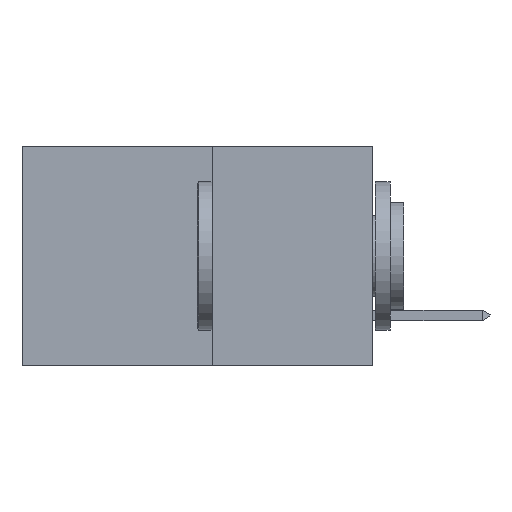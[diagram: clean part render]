
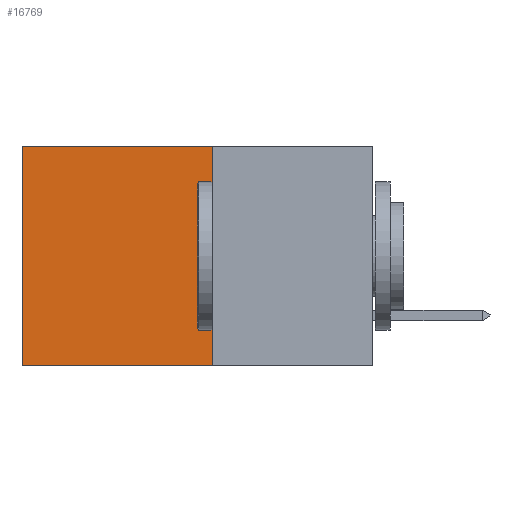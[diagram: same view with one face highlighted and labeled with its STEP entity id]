
A CAD part, left-side view. The second image highlights one B-rep face of the part: STEP entity #16769.
In plain terms, the highlighted planar face has unit normal (-1, 0, 0).
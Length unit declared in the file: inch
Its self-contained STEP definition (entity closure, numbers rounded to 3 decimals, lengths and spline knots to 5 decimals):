
#346 = DIRECTION ( 'NONE',  ( 1., 0., 0. ) ) ;
#1278 = ORIENTED_EDGE ( 'NONE', *, *, #7534, .T. ) ;
#1601 = VECTOR ( 'NONE', #29813, 39.37008 ) ;
#1921 = LINE ( 'NONE', #19889, #26043 ) ;
#2652 = ORIENTED_EDGE ( 'NONE', *, *, #2952, .F. ) ;
#2952 = EDGE_CURVE ( 'NONE', #5822, #13452, #20860, .T. ) ;
#3028 = LINE ( 'NONE', #16541, #20799 ) ;
#3789 = EDGE_CURVE ( 'NONE', #13452, #6556, #3028, .T. ) ;
#3851 = CARTESIAN_POINT ( 'NONE',  ( 0.277, 0.27, 0. ) ) ;
#4035 = CARTESIAN_POINT ( 'NONE',  ( 0.277, 0.59, -0.37 ) ) ;
#4482 = ORIENTED_EDGE ( 'NONE', *, *, #8603, .T. ) ;
#5822 = VERTEX_POINT ( 'NONE', #3851 ) ;
#6556 = VERTEX_POINT ( 'NONE', #4035 ) ;
#6975 = DIRECTION ( 'NONE',  ( 0., 1., 0. ) ) ;
#7534 = EDGE_CURVE ( 'NONE', #5822, #23968, #1921, .T. ) ;
#8603 = EDGE_CURVE ( 'NONE', #23968, #6556, #31140, .T. ) ;
#11100 = CARTESIAN_POINT ( 'NONE',  ( 0.277, 0.27, -0.37 ) ) ;
#12567 = DIRECTION ( 'NONE',  ( 0., 1., 0. ) ) ;
#13160 = DIRECTION ( 'NONE',  ( 0., 0., -1. ) ) ;
#13219 = EDGE_LOOP ( 'NONE', ( #4482, #22266, #2652, #1278 ) ) ;
#13452 = VERTEX_POINT ( 'NONE', #11100 ) ;
#14204 = CARTESIAN_POINT ( 'NONE',  ( 0.277, 0.59, 0. ) ) ;
#14261 = AXIS2_PLACEMENT_3D ( 'NONE', #14750, #346, #17183 ) ;
#14750 = CARTESIAN_POINT ( 'NONE',  ( 0.277, 0.27, -0.37 ) ) ;
#16541 = CARTESIAN_POINT ( 'NONE',  ( 0.277, 0.27, -0.37 ) ) ;
#16769 = ADVANCED_FACE ( 'NONE', ( #27213 ), #26819, .F. ) ;
#17183 = DIRECTION ( 'NONE',  ( 0., 0., -1. ) ) ;
#19889 = CARTESIAN_POINT ( 'NONE',  ( 0.277, 0.27, 0. ) ) ;
#20799 = VECTOR ( 'NONE', #6975, 39.37008 ) ;
#20860 = LINE ( 'NONE', #25043, #1601 ) ;
#22266 = ORIENTED_EDGE ( 'NONE', *, *, #3789, .F. ) ;
#23968 = VERTEX_POINT ( 'NONE', #14204 ) ;
#24848 = VECTOR ( 'NONE', #13160, 39.37008 ) ;
#25043 = CARTESIAN_POINT ( 'NONE',  ( 0.277, 0.27, -0.37 ) ) ;
#26043 = VECTOR ( 'NONE', #12567, 39.37008 ) ;
#26819 = PLANE ( 'NONE',  #14261 ) ;
#27213 = FACE_OUTER_BOUND ( 'NONE', #13219, .T. ) ;
#29813 = DIRECTION ( 'NONE',  ( 0., 0., -1. ) ) ;
#29875 = CARTESIAN_POINT ( 'NONE',  ( 0.277, 0.59, -0.37 ) ) ;
#31140 = LINE ( 'NONE', #29875, #24848 ) ;
